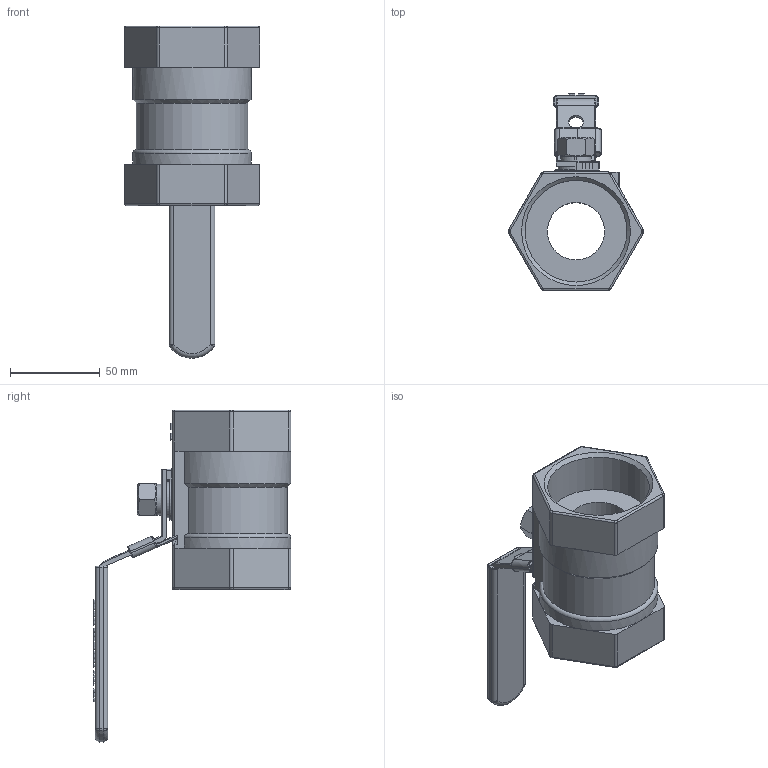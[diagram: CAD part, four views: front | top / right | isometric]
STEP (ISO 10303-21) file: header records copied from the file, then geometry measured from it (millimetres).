
FILE_DESCRIPTION(/* description */ ('708009'),/* implementation_level */ '2;1');
FILE_NAME(/* name */ '708009.stp',/* time_stamp */ '2017-02-08T09:28:35+01:00',/* author */ ('jmorand'),/* organization */ ('Sferaco'),/* preprocessor_version */ 'ST-DEVELOPER v16.5',/* originating_system */ 'Autodesk Inventor 2017',/* authorisation */ '');
FILE_SCHEMA (('AUTOMOTIVE_DESIGN { 1 0 10303 214 3 1 1 }'));
Length unit declared in the file: millimetre
Products named in the file (1): 708009_bd
Bounding box: 75.59 x 110 x 184.94 mm (x, y, z)
Volume: 218087.5 mm3; surface area: 55285.4 mm2
Topology: 1 solids, 2 shells, 1045 faces, 2764 edges, 1792 vertices
Faces by surface type: plane 438, bspline 435, cylinder 116, torus 33, sphere 13, cone 10
Full cylindrical faces by diameter (mm): 8 x1, 12 x1, 20 x2, 32 x1, 56.656 x2
Entity records: 37786 total; most frequent: CARTESIAN_POINT 13681, ORIENTED_EDGE 5488, DIRECTION 3405, EDGE_CURVE 2744, VERTEX_POINT 1786, LINE 1533, VECTOR 1533, EDGE_LOOP 1150
